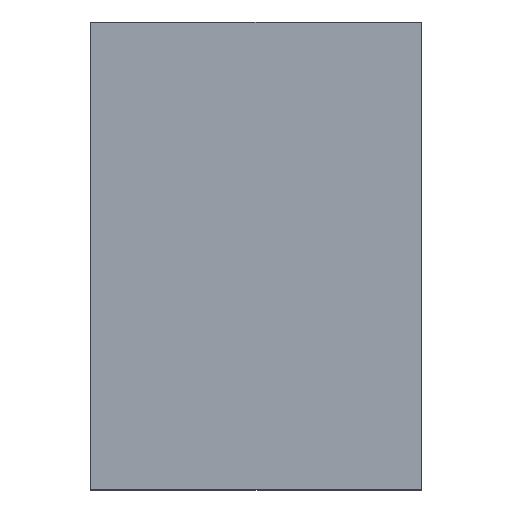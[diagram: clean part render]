
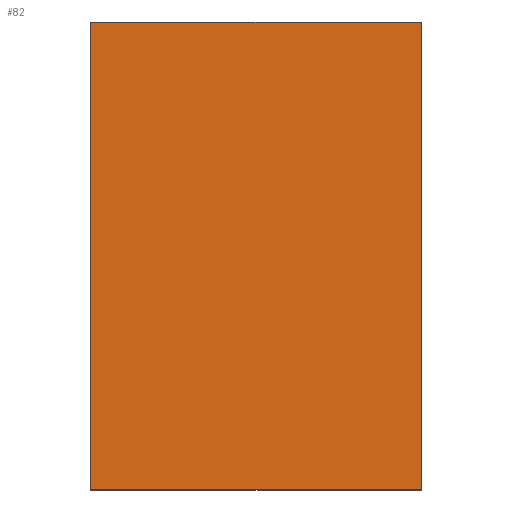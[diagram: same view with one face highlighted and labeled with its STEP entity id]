
A CAD part, top view. The second image highlights one B-rep face of the part: STEP entity #82.
In plain terms, the highlighted planar face has unit normal (0, 0, 1).
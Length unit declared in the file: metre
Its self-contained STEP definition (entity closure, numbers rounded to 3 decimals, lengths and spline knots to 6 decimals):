
#82 = ADVANCED_FACE( '', ( #172 ), #173, .T. );
#172 = FACE_OUTER_BOUND( '', #253, .T. );
#173 = PLANE( '', #254 );
#253 = EDGE_LOOP( '', ( #381, #382, #383, #384 ) );
#254 = AXIS2_PLACEMENT_3D( '', #385, #386, #387 );
#381 = ORIENTED_EDGE( '', *, *, #400, .F. );
#382 = ORIENTED_EDGE( '', *, *, #393, .T. );
#383 = ORIENTED_EDGE( '', *, *, #425, .T. );
#384 = ORIENTED_EDGE( '', *, *, #432, .F. );
#385 = CARTESIAN_POINT( '', ( 0., 0., 0.0227 ) );
#386 = DIRECTION( '', ( 0., 0., 1. ) );
#387 = DIRECTION( '', ( 1., 0., 0. ) );
#393 = EDGE_CURVE( '', #443, #441, #444, .T. );
#400 = EDGE_CURVE( '', #443, #454, #455, .T. );
#425 = EDGE_CURVE( '', #441, #490, #492, .T. );
#432 = EDGE_CURVE( '', #454, #490, #500, .T. );
#441 = VERTEX_POINT( '', #510 );
#443 = VERTEX_POINT( '', #513 );
#444 = LINE( '', #514, #515 );
#454 = VERTEX_POINT( '', #527 );
#455 = LINE( '', #528, #529 );
#490 = VERTEX_POINT( '', #566 );
#492 = LINE( '', #569, #570 );
#500 = LINE( '', #579, #580 );
#510 = CARTESIAN_POINT( '', ( 0.0265, 0.0375, 0.0227 ) );
#513 = CARTESIAN_POINT( '', ( 0.0265, -0.0375, 0.0227 ) );
#514 = CARTESIAN_POINT( '', ( 0.0265, 0., 0.0227 ) );
#515 = VECTOR( '', #587, 1. );
#527 = CARTESIAN_POINT( '', ( -0.0265, -0.0375, 0.0227 ) );
#528 = CARTESIAN_POINT( '', ( 0., -0.0375, 0.0227 ) );
#529 = VECTOR( '', #596, 1. );
#566 = CARTESIAN_POINT( '', ( -0.0265, 0.0375, 0.0227 ) );
#569 = CARTESIAN_POINT( '', ( 0., 0.0375, 0.0227 ) );
#570 = VECTOR( '', #630, 1. );
#579 = CARTESIAN_POINT( '', ( -0.0265, 0., 0.0227 ) );
#580 = VECTOR( '', #635, 1. );
#587 = DIRECTION( '', ( 0., 1., 0. ) );
#596 = DIRECTION( '', ( -1., 0., 0. ) );
#630 = DIRECTION( '', ( -1., 0., 0. ) );
#635 = DIRECTION( '', ( 0., 1., 0. ) );
